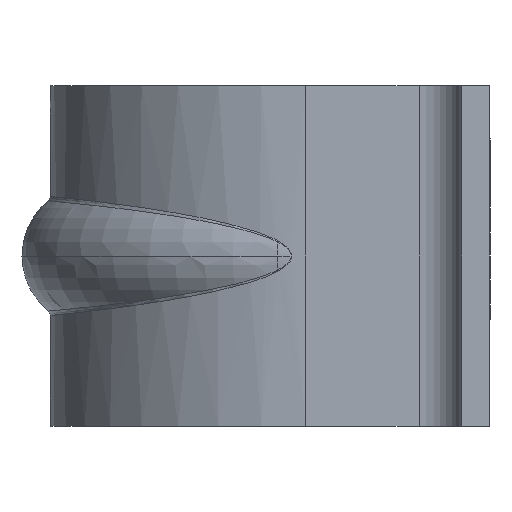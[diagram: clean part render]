
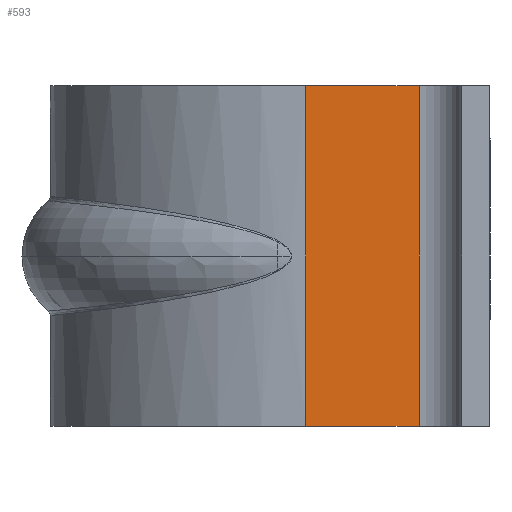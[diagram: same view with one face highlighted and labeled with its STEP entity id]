
A CAD part, left-side view. The second image highlights one B-rep face of the part: STEP entity #593.
In plain terms, the highlighted planar face has unit normal (-1, 0, 0).
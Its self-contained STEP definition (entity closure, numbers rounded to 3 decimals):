
#18 = ORIENTED_EDGE ( 'NONE', *, *, #992, .T. ) ;
#116 = CARTESIAN_POINT ( 'NONE',  ( -9., 6.5, -6. ) ) ;
#158 = ORIENTED_EDGE ( 'NONE', *, *, #337, .F. ) ;
#164 = DIRECTION ( 'NONE',  ( 0., 1., 0. ) ) ;
#337 = EDGE_CURVE ( 'NONE', #2192, #1789, #947, .T. ) ;
#536 = EDGE_LOOP ( 'NONE', ( #158, #2496, #816, #18 ) ) ;
#593 = ADVANCED_FACE ( 'NONE', ( #896 ), #1668, .T. ) ;
#666 = EDGE_CURVE ( 'NONE', #683, #2192, #1078, .T. ) ;
#683 = VERTEX_POINT ( 'NONE', #703 ) ;
#703 = CARTESIAN_POINT ( 'NONE',  ( -9., 2.5, 6. ) ) ;
#739 = CARTESIAN_POINT ( 'NONE',  ( -9., 2.5, 6. ) ) ;
#796 = VECTOR ( 'NONE', #164, 1000. ) ;
#816 = ORIENTED_EDGE ( 'NONE', *, *, #2173, .T. ) ;
#833 = CARTESIAN_POINT ( 'NONE',  ( -9., 6.5, 6. ) ) ;
#855 = CARTESIAN_POINT ( 'NONE',  ( -9., 2.5, 6. ) ) ;
#896 = FACE_OUTER_BOUND ( 'NONE', #536, .T. ) ;
#947 = LINE ( 'NONE', #1548, #2114 ) ;
#992 = EDGE_CURVE ( 'NONE', #1588, #1789, #1972, .T. ) ;
#1078 = LINE ( 'NONE', #855, #1951 ) ;
#1305 = DIRECTION ( 'NONE',  ( -1., 0., 0. ) ) ;
#1361 = DIRECTION ( 'NONE',  ( 0., 1., 0. ) ) ;
#1499 = DIRECTION ( 'NONE',  ( 0., 0., 1. ) ) ;
#1533 = CARTESIAN_POINT ( 'NONE',  ( -9., 2.5, -6. ) ) ;
#1548 = CARTESIAN_POINT ( 'NONE',  ( -9., 2.5, -6. ) ) ;
#1572 = DIRECTION ( 'NONE',  ( 0., 0., -1. ) ) ;
#1588 = VERTEX_POINT ( 'NONE', #833 ) ;
#1668 = PLANE ( 'NONE',  #1987 ) ;
#1707 = CARTESIAN_POINT ( 'NONE',  ( -9., 2.5, 6. ) ) ;
#1781 = CARTESIAN_POINT ( 'NONE',  ( -9., 6.5, 6. ) ) ;
#1789 = VERTEX_POINT ( 'NONE', #116 ) ;
#1900 = DIRECTION ( 'NONE',  ( 0., 0., -1. ) ) ;
#1951 = VECTOR ( 'NONE', #1900, 1000. ) ;
#1972 = LINE ( 'NONE', #1781, #2298 ) ;
#1987 = AXIS2_PLACEMENT_3D ( 'NONE', #1707, #1305, #1499 ) ;
#2114 = VECTOR ( 'NONE', #1361, 1000. ) ;
#2173 = EDGE_CURVE ( 'NONE', #683, #1588, #2303, .T. ) ;
#2192 = VERTEX_POINT ( 'NONE', #1533 ) ;
#2298 = VECTOR ( 'NONE', #1572, 1000. ) ;
#2303 = LINE ( 'NONE', #739, #796 ) ;
#2496 = ORIENTED_EDGE ( 'NONE', *, *, #666, .F. ) ;
